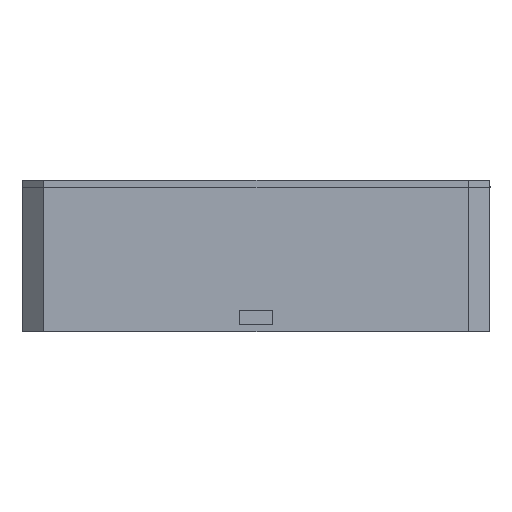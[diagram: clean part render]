
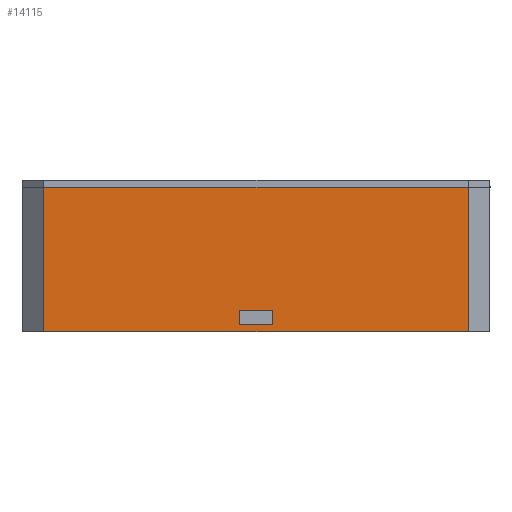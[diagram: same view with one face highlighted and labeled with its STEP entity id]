
A CAD part, left-side view. The second image highlights one B-rep face of the part: STEP entity #14115.
In plain terms, the highlighted planar face has unit normal (-1, 0, 0).
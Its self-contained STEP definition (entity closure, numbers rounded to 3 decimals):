
#29=FACE_BOUND('',#963,.T.);
#221=FACE_OUTER_BOUND('',#962,.T.);
#962=EDGE_LOOP('',(#10202,#10203,#10204,#10205));
#963=EDGE_LOOP('',(#10206,#10207,#10208,#10209));
#2018=LINE('',#19912,#4082);
#2176=LINE('',#20227,#4240);
#2177=LINE('',#20230,#4241);
#2178=LINE('',#20231,#4242);
#2179=LINE('',#20234,#4243);
#2180=LINE('',#20236,#4244);
#2181=LINE('',#20238,#4245);
#2182=LINE('',#20239,#4246);
#4082=VECTOR('',#16219,1.);
#4240=VECTOR('',#16397,1.);
#4241=VECTOR('',#16400,1.);
#4242=VECTOR('',#16401,1.);
#4243=VECTOR('',#16402,1.);
#4244=VECTOR('',#16403,1.);
#4245=VECTOR('',#16404,1.);
#4246=VECTOR('',#16405,1.);
#5988=VERTEX_POINT('',#19909);
#5989=VERTEX_POINT('',#19911);
#6136=VERTEX_POINT('',#20225);
#6137=VERTEX_POINT('',#20229);
#6138=VERTEX_POINT('',#20232);
#6139=VERTEX_POINT('',#20233);
#6140=VERTEX_POINT('',#20235);
#6141=VERTEX_POINT('',#20237);
#7489=EDGE_CURVE('',#5989,#5988,#2018,.T.);
#7647=EDGE_CURVE('',#5989,#6136,#2176,.T.);
#7648=EDGE_CURVE('',#6137,#6136,#2177,.T.);
#7649=EDGE_CURVE('',#5988,#6137,#2178,.T.);
#7650=EDGE_CURVE('',#6138,#6139,#2179,.T.);
#7651=EDGE_CURVE('',#6140,#6138,#2180,.T.);
#7652=EDGE_CURVE('',#6140,#6141,#2181,.T.);
#7653=EDGE_CURVE('',#6139,#6141,#2182,.T.);
#10202=ORIENTED_EDGE('',*,*,#7648,.T.);
#10203=ORIENTED_EDGE('',*,*,#7647,.F.);
#10204=ORIENTED_EDGE('',*,*,#7489,.T.);
#10205=ORIENTED_EDGE('',*,*,#7649,.T.);
#10206=ORIENTED_EDGE('',*,*,#7650,.F.);
#10207=ORIENTED_EDGE('',*,*,#7651,.F.);
#10208=ORIENTED_EDGE('',*,*,#7652,.T.);
#10209=ORIENTED_EDGE('',*,*,#7653,.F.);
#13380=PLANE('',#14854);
#14115=ADVANCED_FACE('',(#221,#29),#13380,.T.);
#14854=AXIS2_PLACEMENT_3D('',#20228,#16398,#16399);
#16219=DIRECTION('',(0.,1.,0.));
#16397=DIRECTION('',(0.,0.,-1.));
#16398=DIRECTION('center_axis',(-1.,0.,0.));
#16399=DIRECTION('ref_axis',(0.,0.,-1.));
#16400=DIRECTION('',(0.,-1.,0.));
#16401=DIRECTION('',(0.,0.,-1.));
#16402=DIRECTION('',(0.,1.,0.));
#16403=DIRECTION('',(0.,0.,1.));
#16404=DIRECTION('',(0.,1.,0.));
#16405=DIRECTION('',(0.,0.,-1.));
#19909=CARTESIAN_POINT('',(-1.5,44.,30.));
#19911=CARTESIAN_POINT('',(-1.5,-44.,30.));
#19912=CARTESIAN_POINT('',(-1.5,-44.,30.));
#20225=CARTESIAN_POINT('',(-1.5,-44.,0.));
#20227=CARTESIAN_POINT('',(-1.5,-44.,30.));
#20228=CARTESIAN_POINT('Origin',(-1.5,0.,15.));
#20229=CARTESIAN_POINT('',(-1.5,44.,0.));
#20230=CARTESIAN_POINT('',(-1.5,44.,0.));
#20231=CARTESIAN_POINT('',(-1.5,44.,30.));
#20232=CARTESIAN_POINT('',(-1.5,-3.5,4.5));
#20233=CARTESIAN_POINT('',(-1.5,3.5,4.5));
#20234=CARTESIAN_POINT('',(-1.5,-3.5,4.5));
#20235=CARTESIAN_POINT('',(-1.5,-3.5,1.5));
#20236=CARTESIAN_POINT('',(-1.5,-3.5,1.5));
#20237=CARTESIAN_POINT('',(-1.5,3.5,1.5));
#20238=CARTESIAN_POINT('',(-1.5,-3.5,1.5));
#20239=CARTESIAN_POINT('',(-1.5,3.5,4.5));
